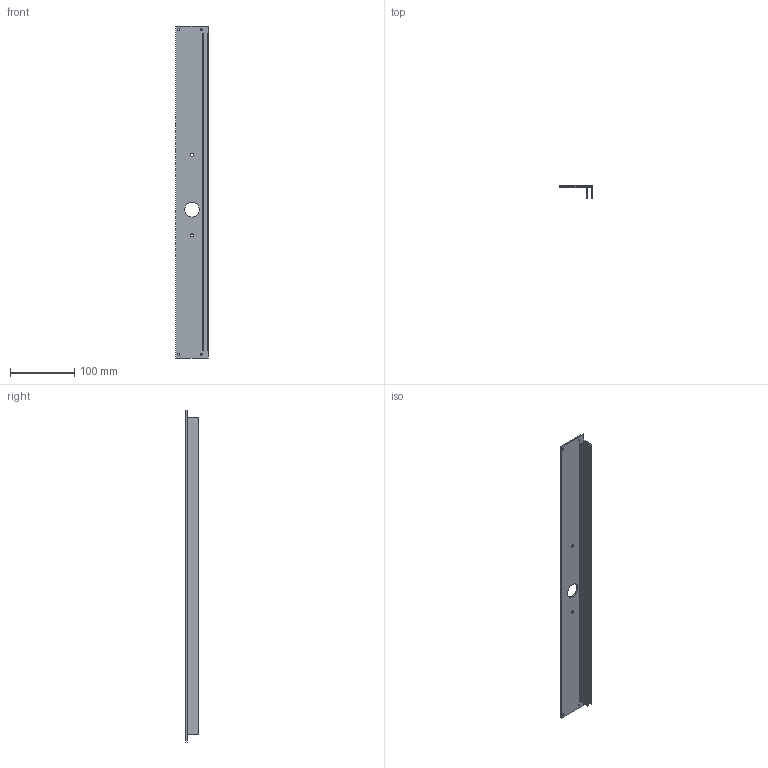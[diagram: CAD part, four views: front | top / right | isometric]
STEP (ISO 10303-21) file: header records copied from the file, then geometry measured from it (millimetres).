
FILE_DESCRIPTION((''),'2;1');
FILE_NAME('Panneau_Profilé2_Photovoltaïque.stp','2009-02-12T21:41:01',('Alex_Cyril'),(''),'Autodesk Inventor 11','Autodesk Inventor 11','');
FILE_SCHEMA(('AUTOMOTIVE_DESIGN { 1 0 10303 214 1 1 1 1 }'));
Length unit declared in the file: millimetre
Products named in the file (1): Panneau_Profilé2_Photovoltaïque
Bounding box: 50 x 18.97 x 515.07 mm (x, y, z)
Volume: 73247.3 mm3; surface area: 86699.8 mm2
Topology: 1 solids, 1 shells, 22 faces, 64 edges, 45 vertices
Faces by surface type: plane 15, bspline 7
Entity records: 782 total; most frequent: CARTESIAN_POINT 230, ORIENTED_EDGE 100, DIRECTION 96, EDGE_CURVE 50, EDGE_LOOP 44, VERTEX_POINT 38, VECTOR 36, LINE 36
